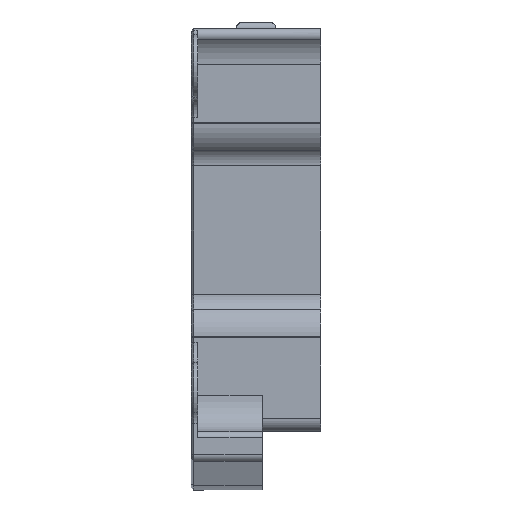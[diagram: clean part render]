
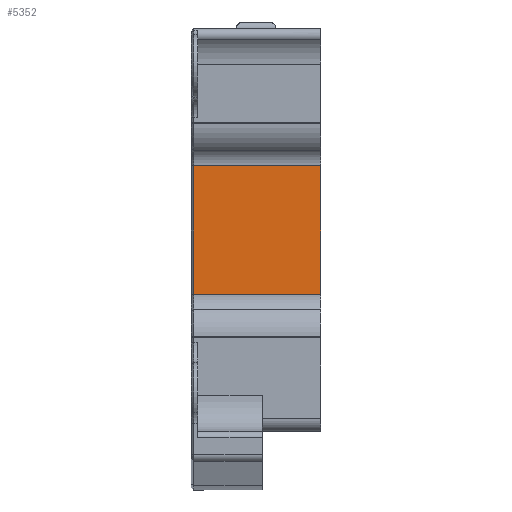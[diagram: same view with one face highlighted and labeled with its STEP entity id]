
A CAD part, front view. The second image highlights one B-rep face of the part: STEP entity #5352.
In plain terms, the highlighted planar face has unit normal (0, -1, 0).
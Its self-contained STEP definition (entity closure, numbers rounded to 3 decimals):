
#293=PLANE('',#5821);
#487=FACE_OUTER_BOUND('',#804,.T.);
#804=EDGE_LOOP('',(#4238,#4239,#4240,#4241));
#1144=LINE('',#8365,#1634);
#1272=LINE('',#8739,#1762);
#1273=LINE('',#8742,#1763);
#1274=LINE('',#8743,#1764);
#1634=VECTOR('',#6655,10.);
#1762=VECTOR('',#6975,10.);
#1763=VECTOR('',#6978,10.);
#1764=VECTOR('',#6979,10.);
#2444=VERTEX_POINT('',#8359);
#2445=VERTEX_POINT('',#8363);
#2551=VERTEX_POINT('',#8737);
#2552=VERTEX_POINT('',#8741);
#3019=EDGE_CURVE('',#2444,#2445,#1144,.T.);
#3185=EDGE_CURVE('',#2551,#2444,#1272,.T.);
#3186=EDGE_CURVE('',#2552,#2551,#1273,.T.);
#3187=EDGE_CURVE('',#2445,#2552,#1274,.T.);
#4238=ORIENTED_EDGE('',*,*,#3019,.F.);
#4239=ORIENTED_EDGE('',*,*,#3185,.F.);
#4240=ORIENTED_EDGE('',*,*,#3186,.F.);
#4241=ORIENTED_EDGE('',*,*,#3187,.F.);
#5352=ADVANCED_FACE('',(#487),#293,.F.);
#5821=AXIS2_PLACEMENT_3D('',#8740,#6976,#6977);
#6655=DIRECTION('',(0.,0.,1.));
#6975=DIRECTION('',(-1.,0.,0.));
#6976=DIRECTION('center_axis',(0.,1.,0.));
#6977=DIRECTION('ref_axis',(0.,0.,
1.));
#6978=DIRECTION('',(0.,0.,-1.));
#6979=DIRECTION('',(1.,0.,0.));
#8359=CARTESIAN_POINT('',(312.2,141.1,-99.008));
#8363=CARTESIAN_POINT('',(312.2,141.1,-79.184));
#8365=CARTESIAN_POINT('',(312.2,141.1,-95.833));
#8737=CARTESIAN_POINT('',(331.8,141.1,-99.008));
#8739=CARTESIAN_POINT('',(311.8,141.1,-99.008));
#8740=CARTESIAN_POINT('Origin',(311.8,141.1,-100.57));
#8741=CARTESIAN_POINT('',(331.8,141.1,-79.184));
#8742=CARTESIAN_POINT('',(331.8,141.1,-95.833));
#8743=CARTESIAN_POINT('',(311.8,141.1,-79.184));
